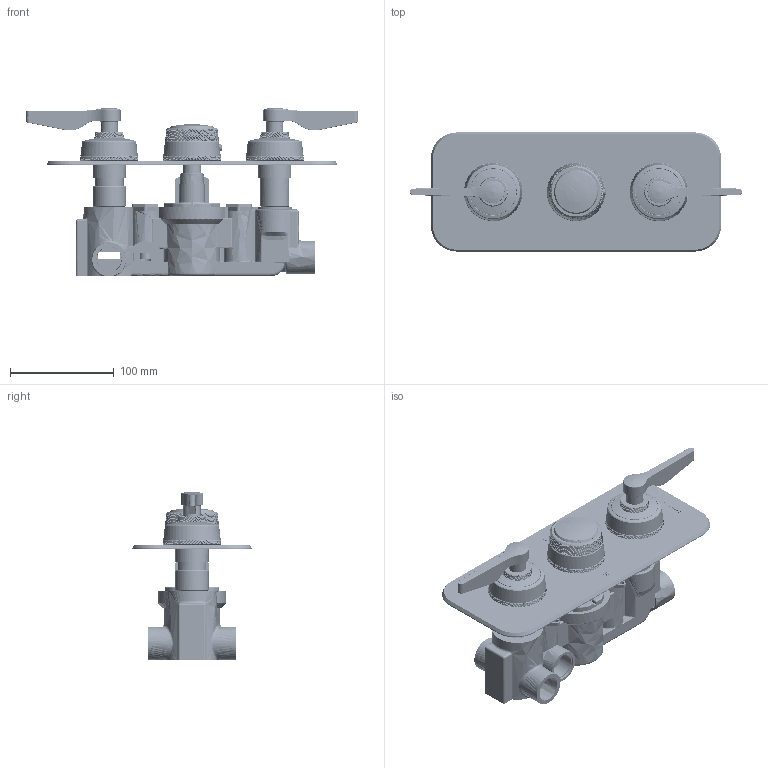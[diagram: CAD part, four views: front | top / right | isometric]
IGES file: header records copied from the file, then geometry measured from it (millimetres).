
Global section: file name: T1003-LA; native system: Autodesk Inventor 2020; preprocessor: unknown; author: adaniels; date: 20200203.094105; units: millimetre
Bounding box: 320.5 x 115 x 163.14 mm (x, y, z)
Volume: 691313.1 mm3; surface area: 389799.8 mm2
Topology: 72 solids, 77 shells, 28889 faces, 63723 edges, 35158 vertices
Faces by surface type: bspline 28889
